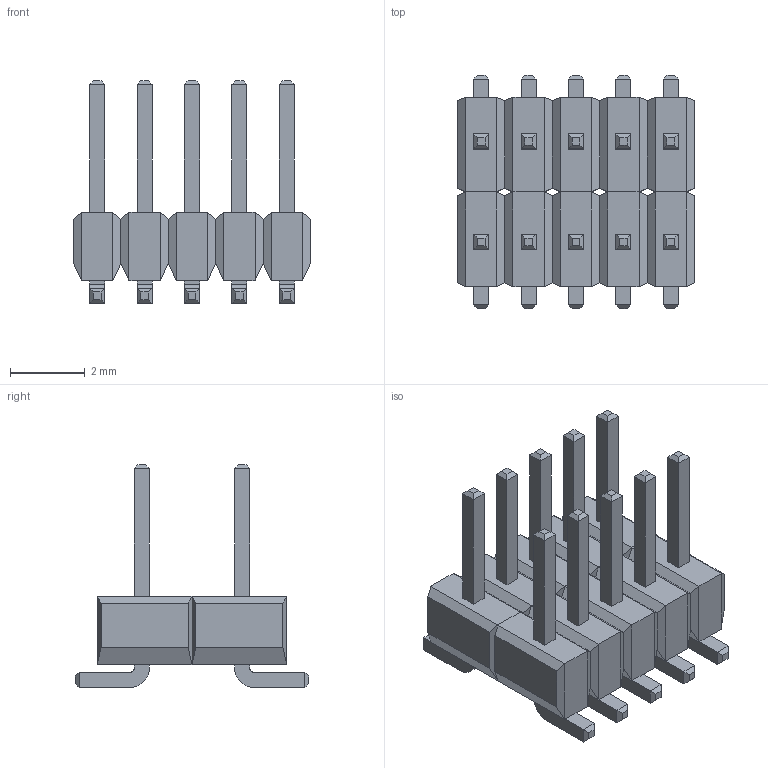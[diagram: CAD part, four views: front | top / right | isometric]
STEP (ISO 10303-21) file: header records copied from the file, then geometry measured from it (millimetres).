
FILE_DESCRIPTION(('STEP AP214'),'1');
FILE_NAME('CON10_2X5_DUK_FTSH_SAI','2023-09-01T02:01:02',(''),(''),'','','');
FILE_SCHEMA(('AUTOMOTIVE_DESIGN'));
Length unit declared in the file: millimetre
Products named in the file (1): product
Bounding box: 6.35 x 6.25 x 5.97 mm (x, y, z)
Volume: 63.9 mm3; surface area: 232.1 mm2
Topology: 22 solids, 22 shells, 364 faces, 768 edges, 448 vertices
Faces by surface type: plane 344, cylinder 20
Entity records: 9058 total; most frequent: DIRECTION 1538, ORIENTED_EDGE 1536, CARTESIAN_POINT 833, EDGE_CURVE 768, LINE 728, VECTOR 728, VERTEX_POINT 448, AXIS2_PLACEMENT_3D 405
